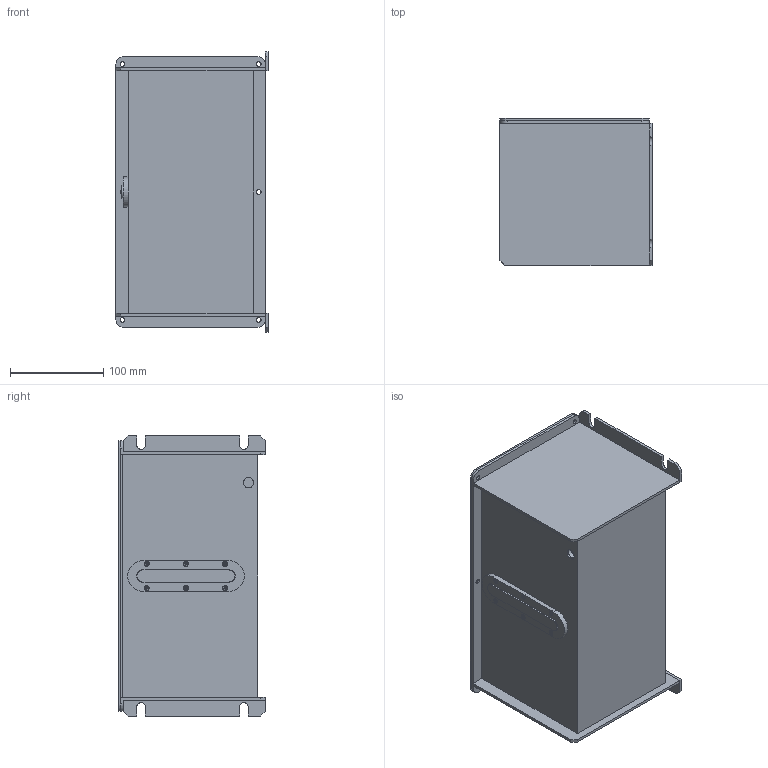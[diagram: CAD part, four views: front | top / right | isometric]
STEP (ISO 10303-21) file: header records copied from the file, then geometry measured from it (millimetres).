
FILE_DESCRIPTION (( 'STEP AP214' ), '1' );
FILE_NAME ('30B(3L).STEP', '2024-01-10T06:16:16', ( '' ), ( '' ), 'SwSTEP 2.0', 'SolidWorks 2018', '' );
FILE_SCHEMA (( 'AUTOMOTIVE_DESIGN' ));
Length unit declared in the file: millimetre
Products named in the file (1): 30B(3L)
Bounding box: 163 x 157 x 300 mm (x, y, z)
Surface area: 431051.5 mm2 (no closed solid volume)
Topology: 0 solids, 46 shells, 662 faces, 3040 edges, 2422 vertices
Faces by surface type: plane 433, cylinder 204, cone 13, sphere 12
Entity records: 38720 total; most frequent: CARTESIAN_POINT 8750, DIRECTION 4354, ORIENTED_EDGE 4182, EDGE_CURVE 3040, VERTEX_POINT 2422, AXIS2_PLACEMENT_3D 1526, LINE 1302, VECTOR 1302
